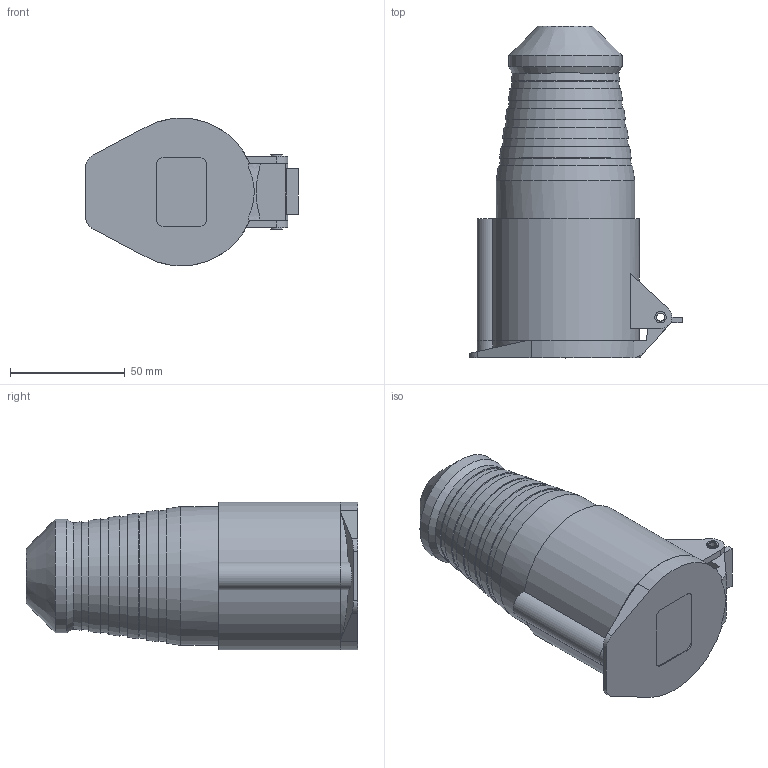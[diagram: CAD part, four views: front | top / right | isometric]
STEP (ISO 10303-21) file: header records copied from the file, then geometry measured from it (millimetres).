
FILE_DESCRIPTION (( 'STEP AP203' ), '1' );
FILE_NAME ('ps-223-32-220.ÃÌ Ðîçåòêà ïåðåíîñíàÿ 223 2Ð+ÐÅ 32À 220Â IP44 EKF.STEP', '2025-10-02T05:44:53', ( '' ), ( '' ), 'SwSTEP 2.0', 'SolidWorks 2021', '' );
FILE_SCHEMA (( 'CONFIG_CONTROL_DESIGN' ));
Length unit declared in the file: millimetre
Products named in the file (5): Êîïèÿ Âûðåç-Âûòÿíóòü121^ps-223-32-220.ÃÌ Ðîçåòêà ïåðåíîñíàÿ 223 2Ð+ÐÅ 32À 220Â IP44 EKF_00; ps-223-32-220.ÃÌ Ðîçåòêà ïåðåíîñíàÿ 223 2Ð+ÐÅ 32À 220Â IP44 EKF; Êîïèÿ Ñîõðàíèòü òåëà1[2]1^ps-223-32-220.ÃÌ Ðîçåòêà ïåðåíîñíàÿ 223 2Ð+ÐÅ 32À 220Â IP44 EKF_00; Êîïèÿ Áîáûøêà-Âûòÿíóòü141^ps-223-32-220.ÃÌ Ðîçåòêà ïåðåíîñíàÿ 223 2Ð+ÐÅ 32À 220Â IP44 EKF_00; Êîïèÿ Òûëüíàÿ-îáùàÿ-ðîçåòêà^ps-223-32-220.ÃÌ Ðîçåòêà ïåðåíîñíàÿ 223 2Ð+ÐÅ 32À 220Â IP44 EKF_00
Assembly tree (4 placements, depth 2):
  ps-223-32-220.ÃÌ Ðîçåòêà ïåðåíîñíàÿ 223 2Ð+ÐÅ 32À 220Â IP44 EKF
    Êîïèÿ Òûëüíàÿ-îáùàÿ-ðîçåòêà^ps-223-32-220.ÃÌ Ðîçåòêà ïåðåíîñíàÿ 223 2Ð+ÐÅ 32À 220Â IP44 EKF_00
    Êîïèÿ Âûðåç-Âûòÿíóòü121^ps-223-32-220.ÃÌ Ðîçåòêà ïåðåíîñíàÿ 223 2Ð+ÐÅ 32À 220Â IP44 EKF_00
    Êîïèÿ Áîáûøêà-Âûòÿíóòü141^ps-223-32-220.ÃÌ Ðîçåòêà ïåðåíîñíàÿ 223 2Ð+ÐÅ 32À 220Â IP44 EKF_00
    Êîïèÿ Ñîõðàíèòü òåëà1[2]1^ps-223-32-220.ÃÌ Ðîçåòêà ïåðåíîñíàÿ 223 2Ð+ÐÅ 32À 220Â IP44 EKF_00
Bounding box: 92.75 x 144.75 x 64.5 mm (x, y, z)
Volume: 339537.9 mm3; surface area: 65658.9 mm2
Topology: 4 solids, 4 shells, 118 faces, 264 edges, 169 vertices
Faces by surface type: plane 55, cylinder 38, cone 24, bspline 1
Full cylindrical faces by diameter (mm): 3.5 x1, 4 x4, 5 x2, 5.15 x1, 6.65 x1, 7 x2, 9 x1, 13.85 x2, 49.5 x1, 59.5 x1, 60.5 x1
Entity records: 3650 total; most frequent: CARTESIAN_POINT 624, DIRECTION 554, ORIENTED_EDGE 436, AXIS2_PLACEMENT_3D 224, EDGE_CURVE 218, EDGE_LOOP 182, VERTEX_POINT 164, FACE_OUTER_BOUND 135
